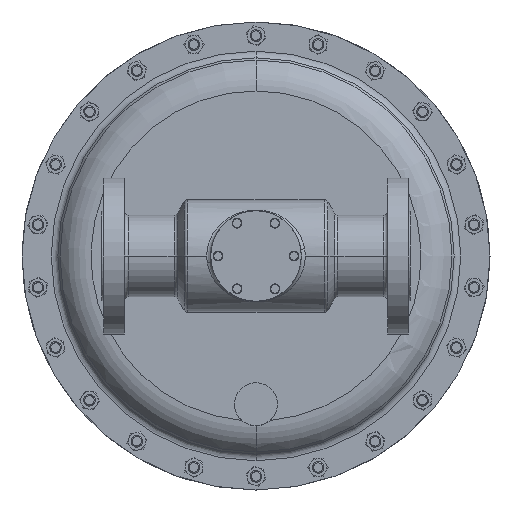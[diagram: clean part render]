
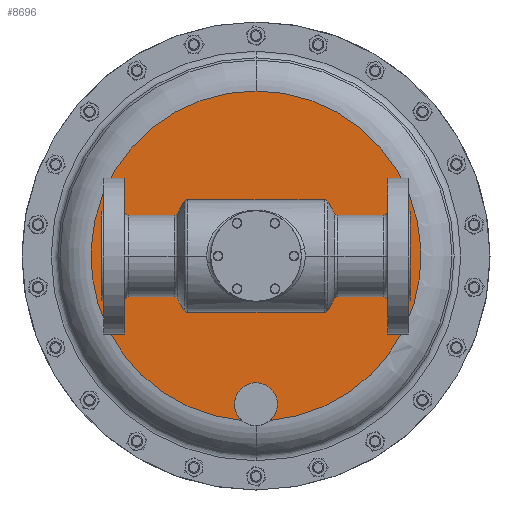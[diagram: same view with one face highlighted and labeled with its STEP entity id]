
A CAD part, front view. The second image highlights one B-rep face of the part: STEP entity #8696.
In plain terms, the highlighted planar face has unit normal (0, -1, 0).
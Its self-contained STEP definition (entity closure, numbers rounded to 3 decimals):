
#1283 = FACE_OUTER_BOUND ( 'NONE', #40403, .T. ) ;
#1444 = EDGE_CURVE ( 'NONE', #18596, #21085, #30865, .T. ) ;
#1493 = CIRCLE ( 'NONE', #23971, 5.289 ) ;
#1699 = CARTESIAN_POINT ( 'NONE',  ( 3.486, 10.717, 7.203 ) ) ;
#1772 = CIRCLE ( 'NONE', #37205, 0.687 ) ;
#2275 = DIRECTION ( 'NONE',  ( 0., -1., 0. ) ) ;
#2693 = DIRECTION ( 'NONE',  ( -0.5, 0., -0.866 ) ) ;
#2979 = CARTESIAN_POINT ( 'NONE',  ( 3.037, 10.717, 1.932 ) ) ;
#3299 = CIRCLE ( 'NONE', #29818, 5.289 ) ;
#4546 = CARTESIAN_POINT ( 'NONE',  ( 3.486, 10.717, 2.453 ) ) ;
#4813 = DIRECTION ( 'NONE',  ( 0., -1., 0. ) ) ;
#4995 = DIRECTION ( 'NONE',  ( 0., 0., -1. ) ) ;
#6643 = VERTEX_POINT ( 'NONE', #2979 ) ;
#7340 = VERTEX_POINT ( 'NONE', #23213 ) ;
#7791 = DIRECTION ( 'NONE',  ( -0.999, 0., 0.046 ) ) ;
#8127 = EDGE_CURVE ( 'NONE', #19712, #9719, #3299, .T. ) ;
#8550 = EDGE_CURVE ( 'NONE', #19712, #18627, #1772, .T. ) ;
#8696 = ADVANCED_FACE ( 'NONE', ( #41856, #1283 ), #26224, .T. ) ;
#8991 = DIRECTION ( 'NONE',  ( 0., -1., 0. ) ) ;
#9396 = DIRECTION ( 'NONE',  ( 0., -1., 0. ) ) ;
#9719 = VERTEX_POINT ( 'NONE', #28650 ) ;
#9810 = CIRCLE ( 'NONE', #31983, 0.687 ) ;
#11849 = EDGE_CURVE ( 'NONE', #7340, #6643, #9810, .T. ) ;
#12526 = CARTESIAN_POINT ( 'NONE',  ( 4.173, 10.717, 2.421 ) ) ;
#12659 = CARTESIAN_POINT ( 'NONE',  ( 3.486, 10.717, 2.453 ) ) ;
#13243 = DIRECTION ( 'NONE',  ( 0., -1., 0. ) ) ;
#15571 = AXIS2_PLACEMENT_3D ( 'NONE', #22426, #9396, #2693 ) ;
#15971 = DIRECTION ( 'NONE',  ( -0.999, 0., 0.046 ) ) ;
#18596 = VERTEX_POINT ( 'NONE', #25951 ) ;
#18627 = VERTEX_POINT ( 'NONE', #12526 ) ;
#19616 = CIRCLE ( 'NONE', #37189, 0.875 ) ;
#19712 = VERTEX_POINT ( 'NONE', #34537 ) ;
#19772 = CARTESIAN_POINT ( 'NONE',  ( 3.049, 10.717, 6.445 ) ) ;
#20689 = CIRCLE ( 'NONE', #40353, 0.687 ) ;
#21085 = VERTEX_POINT ( 'NONE', #19772 ) ;
#21257 = ORIENTED_EDGE ( 'NONE', *, *, #11849, .F. ) ;
#21874 = CARTESIAN_POINT ( 'NONE',  ( 3.486, 10.717, 7.203 ) ) ;
#22426 = CARTESIAN_POINT ( 'NONE',  ( 3.486, 10.717, 7.203 ) ) ;
#23177 = ORIENTED_EDGE ( 'NONE', *, *, #37376, .F. ) ;
#23213 = CARTESIAN_POINT ( 'NONE',  ( 2.8, 10.717, 2.484 ) ) ;
#23801 = ORIENTED_EDGE ( 'NONE', *, *, #40574, .F. ) ;
#23802 = CARTESIAN_POINT ( 'NONE',  ( 3.486, 10.717, 2.453 ) ) ;
#23971 = AXIS2_PLACEMENT_3D ( 'NONE', #1699, #24566, #4995 ) ;
#24566 = DIRECTION ( 'NONE',  ( 0., -1., 0. ) ) ;
#24874 = ORIENTED_EDGE ( 'NONE', *, *, #1444, .F. ) ;
#25151 = DIRECTION ( 'NONE',  ( 0., 0., -1. ) ) ;
#25932 = EDGE_CURVE ( 'NONE', #9719, #6643, #1493, .T. ) ;
#25951 = CARTESIAN_POINT ( 'NONE',  ( 3.924, 10.717, 7.96 ) ) ;
#26224 = PLANE ( 'NONE',  #39598 ) ;
#27361 = DIRECTION ( 'NONE',  ( 0., -1., 0. ) ) ;
#27634 = DIRECTION ( 'NONE',  ( -0.999, 0., 0.046 ) ) ;
#28556 = CARTESIAN_POINT ( 'NONE',  ( 3.486, 10.717, 7.203 ) ) ;
#28650 = CARTESIAN_POINT ( 'NONE',  ( 3.486, 10.717, 12.492 ) ) ;
#29436 = CARTESIAN_POINT ( 'NONE',  ( 3.486, 10.717, 7.203 ) ) ;
#29818 = AXIS2_PLACEMENT_3D ( 'NONE', #21874, #2275, #25151 ) ;
#30200 = ORIENTED_EDGE ( 'NONE', *, *, #8550, .F. ) ;
#30865 = CIRCLE ( 'NONE', #15571, 0.875 ) ;
#30939 = ORIENTED_EDGE ( 'NONE', *, *, #25932, .T. ) ;
#31762 = DIRECTION ( 'NONE',  ( -0.5, 0., -0.866 ) ) ;
#31983 = AXIS2_PLACEMENT_3D ( 'NONE', #23802, #4813, #27634 ) ;
#33369 = ORIENTED_EDGE ( 'NONE', *, *, #8127, .T. ) ;
#34537 = CARTESIAN_POINT ( 'NONE',  ( 3.936, 10.717, 1.932 ) ) ;
#35321 = DIRECTION ( 'NONE',  ( 0., -1., 0. ) ) ;
#35881 = DIRECTION ( 'NONE',  ( 0., 0., -1. ) ) ;
#36037 = EDGE_LOOP ( 'NONE', ( #23177, #24874 ) ) ;
#37189 = AXIS2_PLACEMENT_3D ( 'NONE', #28556, #8991, #31762 ) ;
#37205 = AXIS2_PLACEMENT_3D ( 'NONE', #12659, #35321, #15971 ) ;
#37376 = EDGE_CURVE ( 'NONE', #21085, #18596, #19616, .T. ) ;
#39598 = AXIS2_PLACEMENT_3D ( 'NONE', #29436, #13243, #35881 ) ;
#40353 = AXIS2_PLACEMENT_3D ( 'NONE', #4546, #27361, #7791 ) ;
#40403 = EDGE_LOOP ( 'NONE', ( #33369, #30939, #21257, #23801, #30200 ) ) ;
#40574 = EDGE_CURVE ( 'NONE', #18627, #7340, #20689, .T. ) ;
#41856 = FACE_BOUND ( 'NONE', #36037, .T. ) ;
